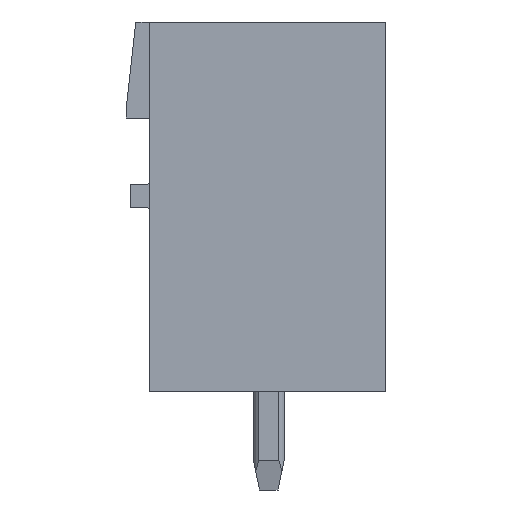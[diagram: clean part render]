
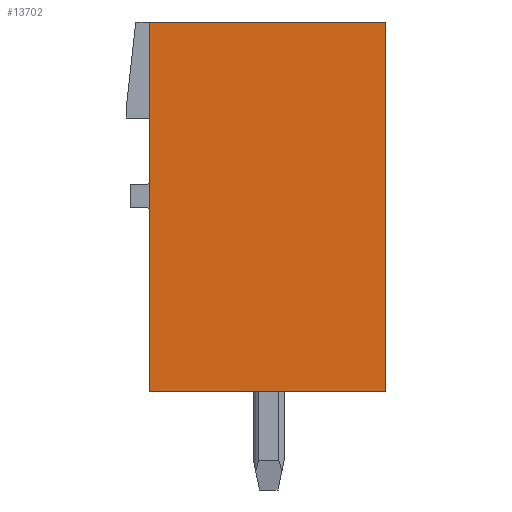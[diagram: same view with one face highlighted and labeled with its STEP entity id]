
A CAD part, left-side view. The second image highlights one B-rep face of the part: STEP entity #13702.
In plain terms, the highlighted planar face has unit normal (-1, 0, 0).
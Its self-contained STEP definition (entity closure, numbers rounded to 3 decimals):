
#13694=AXIS2_PLACEMENT_3D('Plane Axis2P3D',#13691,#13692,#13693) ;
#49=CARTESIAN_POINT('Vertex',(0.,0.,15.2)) ;
#52=CARTESIAN_POINT('Line Origine',(0.,0.,9.2)) ;
#56=CARTESIAN_POINT('Vertex',(0.,0.,3.2)) ;
#115=CARTESIAN_POINT('Vertex',(0.,7.68,15.2)) ;
#118=CARTESIAN_POINT('Line Origine',(0.,3.84,15.2)) ;
#2976=CARTESIAN_POINT('Vertex',(0.,7.68,3.2)) ;
#2979=CARTESIAN_POINT('Line Origine',(0.,7.68,9.2)) ;
#3293=CARTESIAN_POINT('Line Origine',(0.,3.84,3.2)) ;
#13691=CARTESIAN_POINT('Axis2P3D Location',(0.,0.,0.)) ;
#53=DIRECTION('Vector Direction',(0.,0.,-1.)) ;
#119=DIRECTION('Vector Direction',(0.,-1.,0.)) ;
#2980=DIRECTION('Vector Direction',(0.,0.,-1.)) ;
#3294=DIRECTION('Vector Direction',(0.,1.,0.)) ;
#13692=DIRECTION('Axis2P3D Direction',(-1.,0.,0.)) ;
#13693=DIRECTION('Axis2P3D XDirection',(0.,0.,1.)) ;
#54=VECTOR('Line Direction',#53,1.) ;
#120=VECTOR('Line Direction',#119,1.) ;
#2981=VECTOR('Line Direction',#2980,1.) ;
#3295=VECTOR('Line Direction',#3294,1.) ;
#13697=ORIENTED_EDGE('',*,*,#122,.T.) ;
#13698=ORIENTED_EDGE('',*,*,#2983,.T.) ;
#13699=ORIENTED_EDGE('',*,*,#3297,.T.) ;
#13700=ORIENTED_EDGE('',*,*,#58,.T.) ;
#13702=ADVANCED_FACE('HOUSING',(#13701),#13695,.T.) ;
#58=EDGE_CURVE('',#57,#50,#55,.F.) ;
#122=EDGE_CURVE('',#50,#116,#121,.F.) ;
#2983=EDGE_CURVE('',#116,#2977,#2982,.T.) ;
#3297=EDGE_CURVE('',#2977,#57,#3296,.F.) ;
#13696=EDGE_LOOP('',(#13697,#13698,#13699,#13700)) ;
#13701=FACE_OUTER_BOUND('',#13696,.T.) ;
#55=LINE('Line',#52,#54) ;
#121=LINE('Line',#118,#120) ;
#2982=LINE('Line',#2979,#2981) ;
#3296=LINE('Line',#3293,#3295) ;
#13695=PLANE('',#13694) ;
#50=VERTEX_POINT('',#49) ;
#57=VERTEX_POINT('',#56) ;
#116=VERTEX_POINT('',#115) ;
#2977=VERTEX_POINT('',#2976) ;
